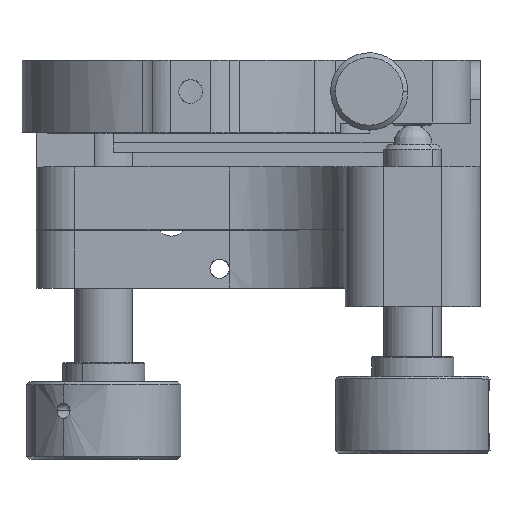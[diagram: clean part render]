
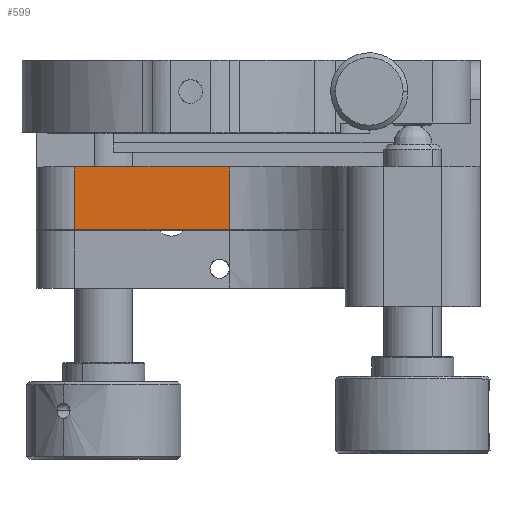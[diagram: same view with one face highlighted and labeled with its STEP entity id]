
A CAD part, top view. The second image highlights one B-rep face of the part: STEP entity #599.
In plain terms, the highlighted free-form (B-spline) face has degree [1, 1] with [2, 2] control points.
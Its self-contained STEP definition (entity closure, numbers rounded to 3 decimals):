
#599=ADVANCED_FACE('',(#1376),#27396,.T.);
#1376=FACE_OUTER_BOUND('',#2204,.T.);
#2204=EDGE_LOOP('',(#3658,#3659,#3660,#3661));
#3658=ORIENTED_EDGE('',*,*,#22828,.F.);
#3659=ORIENTED_EDGE('',*,*,#22880,.F.);
#3660=ORIENTED_EDGE('',*,*,#22855,.F.);
#3661=ORIENTED_EDGE('',*,*,#22838,.F.);
#7690=PCURVE('',#27385,#11874);
#7720=PCURVE('',#27888,#11904);
#7757=PCURVE('',#27389,#11941);
#7838=PCURVE('',#27896,#12022);
#7842=PCURVE('',#27396,#12026);
#7843=PCURVE('',#27396,#12027);
#7844=PCURVE('',#27396,#12028);
#7845=PCURVE('',#27396,#12029);
#11874=DEFINITIONAL_REPRESENTATION('',(#16055),#56155);
#11904=DEFINITIONAL_REPRESENTATION('',(#16068),#56155);
#11941=DEFINITIONAL_REPRESENTATION('',(#16104),#56155);
#12022=DEFINITIONAL_REPRESENTATION('',(#16173),#56155);
#12026=DEFINITIONAL_REPRESENTATION('',(#16177),#56155);
#12027=DEFINITIONAL_REPRESENTATION('',(#16178),#56155);
#12028=DEFINITIONAL_REPRESENTATION('',(#16179),#56155);
#12029=DEFINITIONAL_REPRESENTATION('',(#16180),#56155);
#16054=B_SPLINE_CURVE_WITH_KNOTS('',1,(#33712,#33713),.UNSPECIFIED.,.F.,
 .F.,(2,2),(-16.,0.),.UNSPECIFIED.);
#16055=B_SPLINE_CURVE_WITH_KNOTS('',1,(#33714,#33715),.UNSPECIFIED.,.F.,
 .F.,(2,2),(-16.,0.),.UNSPECIFIED.);
#16068=B_SPLINE_CURVE_WITH_KNOTS('',1,(#33840,#33841),.UNSPECIFIED.,.F.,
 .F.,(2,2),(0.,6.5),.UNSPECIFIED.);
#16103=B_SPLINE_CURVE_WITH_KNOTS('',1,(#33970,#33971),.UNSPECIFIED.,.F.,
 .F.,(2,2),(-16.,0.),.UNSPECIFIED.);
#16104=B_SPLINE_CURVE_WITH_KNOTS('',1,(#33972,#33973),.UNSPECIFIED.,.F.,
 .F.,(2,2),(-16.,0.),.UNSPECIFIED.);
#16173=B_SPLINE_CURVE_WITH_KNOTS('',1,(#34241,#34242),.UNSPECIFIED.,.F.,
 .F.,(2,2),(-6.5,0.),.UNSPECIFIED.);
#16177=B_SPLINE_CURVE_WITH_KNOTS('',1,(#34249,#34250),.UNSPECIFIED.,.F.,
 .F.,(2,2),(-16.,0.),.UNSPECIFIED.);
#16178=B_SPLINE_CURVE_WITH_KNOTS('',1,(#34251,#34252),.UNSPECIFIED.,.F.,
 .F.,(2,2),(-6.5,0.),.UNSPECIFIED.);
#16179=B_SPLINE_CURVE_WITH_KNOTS('',1,(#34253,#34254),.UNSPECIFIED.,.F.,
 .F.,(2,2),(-16.,0.),.UNSPECIFIED.);
#16180=B_SPLINE_CURVE_WITH_KNOTS('',1,(#34255,#34256),.UNSPECIFIED.,.F.,
 .F.,(2,2),(0.,6.5),.UNSPECIFIED.);
#20723=SURFACE_CURVE('',#16054,(#7690,#7842),.PCURVE_S1.);
#20733=SURFACE_CURVE('',#24963,(#7720,#7845),.PCURVE_S1.);
#20750=SURFACE_CURVE('',#16103,(#7757,#7844),.PCURVE_S1.);
#20775=SURFACE_CURVE('',#25018,(#7838,#7843),.PCURVE_S1.);
#22828=EDGE_CURVE('',#26198,#26199,#20723,.T.);
#22838=EDGE_CURVE('',#26199,#26208,#20733,.T.);
#22855=EDGE_CURVE('',#26208,#26218,#20750,.T.);
#22880=EDGE_CURVE('',#26218,#26198,#20775,.T.);
#24963=(
BOUNDED_CURVE()
B_SPLINE_CURVE(1,(#33838,#33839),.UNSPECIFIED.,.F.,.F.)
B_SPLINE_CURVE_WITH_KNOTS((2,2),(0.,6.5),.UNSPECIFIED.)
CURVE()
GEOMETRIC_REPRESENTATION_ITEM()
RATIONAL_B_SPLINE_CURVE((1.,1.))
REPRESENTATION_ITEM('')
);
#25018=(
BOUNDED_CURVE()
B_SPLINE_CURVE(1,(#34239,#34240),.UNSPECIFIED.,.F.,.F.)
B_SPLINE_CURVE_WITH_KNOTS((2,2),(-6.5,0.),.UNSPECIFIED.)
CURVE()
GEOMETRIC_REPRESENTATION_ITEM()
RATIONAL_B_SPLINE_CURVE((1.,1.))
REPRESENTATION_ITEM('')
);
#26198=VERTEX_POINT('',#31846);
#26199=VERTEX_POINT('',#31847);
#26208=VERTEX_POINT('',#31856);
#26218=VERTEX_POINT('',#31866);
#27385=B_SPLINE_SURFACE_WITH_KNOTS('',1,1,((#31400,#31401),(#31402,#31403)),
 .UNSPECIFIED.,.F.,.F.,.F.,(2,2),(2,2),(-55.44,0.),
(0.,63.84),.UNSPECIFIED.);
#27389=B_SPLINE_SURFACE_WITH_KNOTS('',1,1,((#31470,#31471),(#31472,#31473)),
 .UNSPECIFIED.,.F.,.F.,.F.,(2,2),(2,2),(0.,55.44),
(0.,56.64),.UNSPECIFIED.);
#27396=B_SPLINE_SURFACE_WITH_KNOTS('',1,1,((#31606,#31607),(#31608,#31609)),
 .UNSPECIFIED.,.F.,.F.,.F.,(2,2),(2,2),(0.,8.04),(-19.44,
0.),.UNSPECIFIED.);
#27888=(
BOUNDED_SURFACE()
B_SPLINE_SURFACE(2,1,((#31404,#31405),(#31406,#31407),(#31408,#31409),(#31410,
#31411),(#31412,#31413),(#31414,#31415),(#31416,#31417),(#31418,#31419),
(#31420,#31421)),.UNSPECIFIED.,.T.,.F.,.F.)
B_SPLINE_SURFACE_WITH_KNOTS((3,2,2,2,3),(2,2),(0.,1.571,3.142,
4.712,6.283),(0.,8.04),.UNSPECIFIED.)
GEOMETRIC_REPRESENTATION_ITEM()
RATIONAL_B_SPLINE_SURFACE(((1.,1.),(0.707,0.707),
(1.,1.),(0.707,0.707),(1.,1.),(0.707,
0.707),(1.,1.),(0.707,0.707),(1.,1.)))
REPRESENTATION_ITEM('')
SURFACE()
);
#27896=(
BOUNDED_SURFACE()
B_SPLINE_SURFACE(1,2,((#31588,#31589,#31590,#31591,#31592,#31593,#31594,
#31595,#31596),(#31597,#31598,#31599,#31600,#31601,#31602,#31603,#31604,
#31605)),.UNSPECIFIED.,.F.,.F.,.F.)
B_SPLINE_SURFACE_WITH_KNOTS((2,2),(3,2,2,2,3),(0.,8.04),(0.,1.571,
3.142,4.712,6.283),.UNSPECIFIED.)
GEOMETRIC_REPRESENTATION_ITEM()
RATIONAL_B_SPLINE_SURFACE(((1.,0.707,1.,0.707,1.,
0.707,1.,0.707,1.),(1.,0.707,1.,0.707,
1.,0.707,1.,0.707,1.)))
REPRESENTATION_ITEM('')
SURFACE()
);
#31400=CARTESIAN_POINT('',(-27.325,-25.42,17.5));
#31401=CARTESIAN_POINT('',(-27.325,38.42,17.5));
#31402=CARTESIAN_POINT('',(28.115,-25.42,17.5));
#31403=CARTESIAN_POINT('',(28.115,38.42,17.5));
#31404=CARTESIAN_POINT('',(-14.605,10.,18.27));
#31405=CARTESIAN_POINT('',(-14.605,10.,10.23));
#31406=CARTESIAN_POINT('',(-14.605,6.,18.27));
#31407=CARTESIAN_POINT('',(-14.605,6.,10.23));
#31408=CARTESIAN_POINT('',(-18.605,6.,18.27));
#31409=CARTESIAN_POINT('',(-18.605,6.,10.23));
#31410=CARTESIAN_POINT('',(-22.605,6.,18.27));
#31411=CARTESIAN_POINT('',(-22.605,6.,10.23));
#31412=CARTESIAN_POINT('',(-22.605,10.,18.27));
#31413=CARTESIAN_POINT('',(-22.605,10.,10.23));
#31414=CARTESIAN_POINT('',(-22.605,14.,18.27));
#31415=CARTESIAN_POINT('',(-22.605,14.,10.23));
#31416=CARTESIAN_POINT('',(-18.605,14.,18.27));
#31417=CARTESIAN_POINT('',(-18.605,14.,10.23));
#31418=CARTESIAN_POINT('',(-14.605,14.,18.27));
#31419=CARTESIAN_POINT('',(-14.605,14.,10.23));
#31420=CARTESIAN_POINT('',(-14.605,10.,18.27));
#31421=CARTESIAN_POINT('',(-14.605,10.,10.23));
#31470=CARTESIAN_POINT('',(28.115,-8.82,11.));
#31471=CARTESIAN_POINT('',(28.115,47.82,11.));
#31472=CARTESIAN_POINT('',(-27.325,-8.82,11.));
#31473=CARTESIAN_POINT('',(-27.325,47.82,11.));
#31588=CARTESIAN_POINT('',(-14.605,26.,18.27));
#31589=CARTESIAN_POINT('',(-14.605,38.,18.27));
#31590=CARTESIAN_POINT('',(-2.605,38.,18.27));
#31591=CARTESIAN_POINT('',(9.395,38.,18.27));
#31592=CARTESIAN_POINT('',(9.395,26.,18.27));
#31593=CARTESIAN_POINT('',(9.395,14.,18.27));
#31594=CARTESIAN_POINT('',(-2.605,14.,18.27));
#31595=CARTESIAN_POINT('',(-14.605,14.,18.27));
#31596=CARTESIAN_POINT('',(-14.605,26.,18.27));
#31597=CARTESIAN_POINT('',(-14.605,26.,10.23));
#31598=CARTESIAN_POINT('',(-14.605,38.,10.23));
#31599=CARTESIAN_POINT('',(-2.605,38.,10.23));
#31600=CARTESIAN_POINT('',(9.395,38.,10.23));
#31601=CARTESIAN_POINT('',(9.395,26.,10.23));
#31602=CARTESIAN_POINT('',(9.395,14.,10.23));
#31603=CARTESIAN_POINT('',(-2.605,14.,10.23));
#31604=CARTESIAN_POINT('',(-14.605,14.,10.23));
#31605=CARTESIAN_POINT('',(-14.605,26.,10.23));
#31606=CARTESIAN_POINT('',(-20.325,14.,10.23));
#31607=CARTESIAN_POINT('',(-0.885,14.,10.23));
#31608=CARTESIAN_POINT('',(-20.325,14.,18.27));
#31609=CARTESIAN_POINT('',(-0.885,14.,18.27));
#31846=CARTESIAN_POINT('',(-2.605,14.,17.5));
#31847=CARTESIAN_POINT('',(-18.605,14.,17.5));
#31856=CARTESIAN_POINT('',(-18.605,14.,11.));
#31866=CARTESIAN_POINT('',(-2.605,14.,11.));
#33712=CARTESIAN_POINT('',(-2.605,14.,17.5));
#33713=CARTESIAN_POINT('',(-18.605,14.,17.5));
#33714=CARTESIAN_POINT('',(-30.72,39.42));
#33715=CARTESIAN_POINT('',(-46.72,39.42));
#33838=CARTESIAN_POINT('',(-18.605,14.,17.5));
#33839=CARTESIAN_POINT('',(-18.605,14.,11.));
#33840=CARTESIAN_POINT('',(4.712,0.77));
#33841=CARTESIAN_POINT('',(4.712,7.27));
#33970=CARTESIAN_POINT('',(-18.605,14.,11.));
#33971=CARTESIAN_POINT('',(-2.605,14.,11.));
#33972=CARTESIAN_POINT('',(46.72,22.82));
#33973=CARTESIAN_POINT('',(30.72,22.82));
#34239=CARTESIAN_POINT('',(-2.605,14.,11.));
#34240=CARTESIAN_POINT('',(-2.605,14.,17.5));
#34241=CARTESIAN_POINT('',(7.27,4.712));
#34242=CARTESIAN_POINT('',(0.77,4.712));
#34249=CARTESIAN_POINT('',(7.27,-1.72));
#34250=CARTESIAN_POINT('',(7.27,-17.72));
#34251=CARTESIAN_POINT('',(0.77,-1.72));
#34252=CARTESIAN_POINT('',(7.27,-1.72));
#34253=CARTESIAN_POINT('',(0.77,-17.72));
#34254=CARTESIAN_POINT('',(0.77,-1.72));
#34255=CARTESIAN_POINT('',(7.27,-17.72));
#34256=CARTESIAN_POINT('',(0.77,-17.72));
#56155=(
GEOMETRIC_REPRESENTATION_CONTEXT(2)
PARAMETRIC_REPRESENTATION_CONTEXT()
REPRESENTATION_CONTEXT('pspace','')
);
